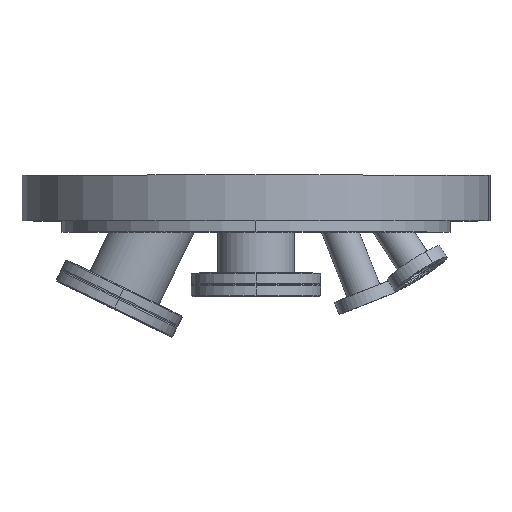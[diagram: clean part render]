
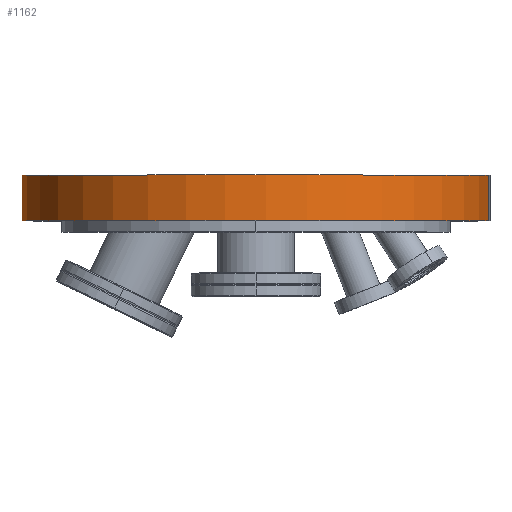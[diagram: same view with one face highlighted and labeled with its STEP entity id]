
A CAD part, top view. The second image highlights one B-rep face of the part: STEP entity #1162.
In plain terms, the highlighted cylindrical face has radius 126.6 mm (diameter 253.2 mm), a partial arc.
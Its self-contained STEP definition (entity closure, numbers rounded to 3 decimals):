
#6=CARTESIAN_POINT('',(0.,0.,0.));
#7=DIRECTION('',(0.,0.,1.));
#8=DIRECTION('',(-1.,0.,0.));
#9=AXIS2_PLACEMENT_3D('',#6,#7,#8);
#261=DIRECTION('',(0.,0.,1.));
#262=VECTOR('',#261,24.6);
#263=CARTESIAN_POINT('',(126.6,0.,0.));
#264=LINE('',#263,#262);
#265=DIRECTION('',(0.,0.,1.));
#266=VECTOR('',#265,24.6);
#267=CARTESIAN_POINT('',(-126.6,0.,0.));
#268=LINE('',#267,#266);
#274=CARTESIAN_POINT('',(0.,0.,24.6));
#275=DIRECTION('',(0.,0.,1.));
#276=DIRECTION('',(-1.,0.,0.));
#277=AXIS2_PLACEMENT_3D('',#274,#275,#276);
#757=CARTESIAN_POINT('',(126.6,0.,0.));
#758=CARTESIAN_POINT('',(-126.6,0.,0.));
#759=VERTEX_POINT('',#757);
#760=VERTEX_POINT('',#758);
#761=CARTESIAN_POINT('',(126.6,0.,24.6));
#762=CARTESIAN_POINT('',(-126.6,0.,24.6));
#763=VERTEX_POINT('',#761);
#764=VERTEX_POINT('',#762);
#1150=CARTESIAN_POINT('',(0.,0.,0.));
#1151=DIRECTION('',(0.,0.,1.));
#1152=DIRECTION('',(1.,0.,0.));
#1153=AXIS2_PLACEMENT_3D('',#1150,#1151,#1152);
#1154=CYLINDRICAL_SURFACE('',#1153,126.6);
#1155=ORIENTED_EDGE('',*,*,#980,.F.);
#1156=ORIENTED_EDGE('',*,*,#1145,.T.);
#1158=ORIENTED_EDGE('',*,*,#1157,.T.);
#1159=ORIENTED_EDGE('',*,*,#1141,.F.);
#1160=EDGE_LOOP('',(#1155,#1156,#1158,#1159));
#1161=FACE_OUTER_BOUND('',#1160,.F.);
#1162=ADVANCED_FACE('',(#1161),#1154,.T.);
#10=CIRCLE('',#9,126.6);
#278=CIRCLE('',#277,126.6);
#980=EDGE_CURVE('',#760,#759,#10,.T.);
#1141=EDGE_CURVE('',#759,#763,#264,.T.);
#1145=EDGE_CURVE('',#760,#764,#268,.T.);
#1157=EDGE_CURVE('',#764,#763,#278,.T.);
